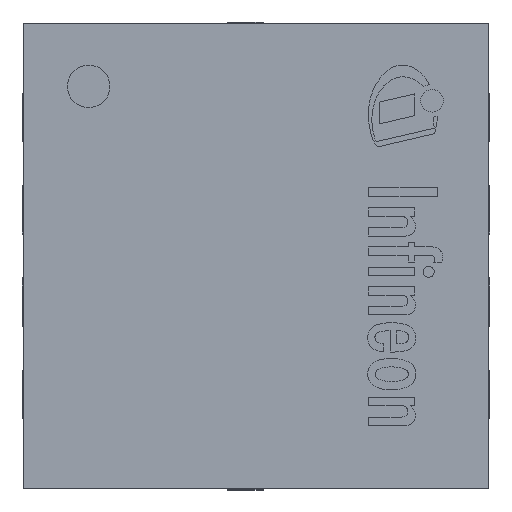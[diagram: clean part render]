
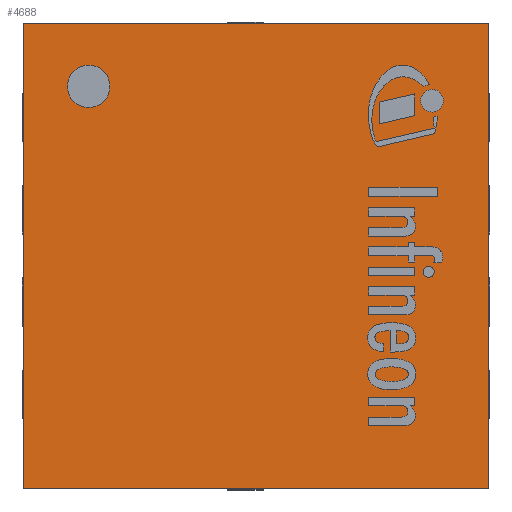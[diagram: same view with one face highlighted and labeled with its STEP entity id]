
A CAD part, top view. The second image highlights one B-rep face of the part: STEP entity #4688.
In plain terms, the highlighted planar face has unit normal (0, 0, 1).
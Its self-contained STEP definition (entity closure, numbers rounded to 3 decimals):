
#25=FACE_BOUND('',#944,.T.);
#260=CIRCLE('',#5200,0.15);
#672=FACE_OUTER_BOUND('',#943,.T.);
#943=EDGE_LOOP('',(#4252,#4253,#4254,#4255));
#944=EDGE_LOOP('',(#4256));
#1367=LINE('',#7986,#1802);
#1371=LINE('',#7994,#1806);
#1374=LINE('',#8000,#1809);
#1377=LINE('',#8005,#1812);
#1802=VECTOR('',#6600,1.);
#1806=VECTOR('',#6606,1.);
#1809=VECTOR('',#6611,1.);
#1812=VECTOR('',#6616,1.);
#2257=VERTEX_POINT('',#7980);
#2258=VERTEX_POINT('',#7984);
#2259=VERTEX_POINT('',#7985);
#2262=VERTEX_POINT('',#7993);
#2264=VERTEX_POINT('',#7999);
#2920=EDGE_CURVE('',#2257,#2257,#260,.T.);
#2921=EDGE_CURVE('',#2258,#2259,#1367,.T.);
#2925=EDGE_CURVE('',#2259,#2262,#1371,.T.);
#2928=EDGE_CURVE('',#2262,#2264,#1374,.T.);
#2931=EDGE_CURVE('',#2264,#2258,#1377,.T.);
#4252=ORIENTED_EDGE('',*,*,#2921,.F.);
#4253=ORIENTED_EDGE('',*,*,#2931,.F.);
#4254=ORIENTED_EDGE('',*,*,#2928,.F.);
#4255=ORIENTED_EDGE('',*,*,#2925,.F.);
#4256=ORIENTED_EDGE('',*,*,#2920,.T.);
#4425=PLANE('',#5206);
#4688=ADVANCED_FACE('',(#672,#25),#4425,.T.);
#5200=AXIS2_PLACEMENT_3D('',#7981,#6594,#6595);
#5206=AXIS2_PLACEMENT_3D('',#8007,#6618,#6619);
#6594=DIRECTION('center_axis',(0.,0.,-1.));
#6595=DIRECTION('ref_axis',(1.,0.,0.));
#6600=DIRECTION('',(-1.,0.,0.));
#6606=DIRECTION('',(0.,1.,0.));
#6611=DIRECTION('',(1.,0.,0.));
#6616=DIRECTION('',(0.,-1.,0.));
#6618=DIRECTION('center_axis',(0.,0.,1.));
#6619=DIRECTION('ref_axis',(1.,0.,0.));
#7980=CARTESIAN_POINT('',(-1.03,1.195,1.));
#7981=CARTESIAN_POINT('Origin',(-1.18,1.195,1.));
#7984=CARTESIAN_POINT('',(1.64,-1.64,1.));
#7985=CARTESIAN_POINT('',(-1.64,-1.64,1.));
#7986=CARTESIAN_POINT('',(1.64,-1.64,1.));
#7993=CARTESIAN_POINT('',(-1.64,1.64,1.));
#7994=CARTESIAN_POINT('',(-1.64,-1.64,1.));
#7999=CARTESIAN_POINT('',(1.64,1.64,1.));
#8000=CARTESIAN_POINT('',(-1.64,1.64,1.));
#8005=CARTESIAN_POINT('',(1.64,1.64,1.));
#8007=CARTESIAN_POINT('Origin',(0.,0.,1.));
